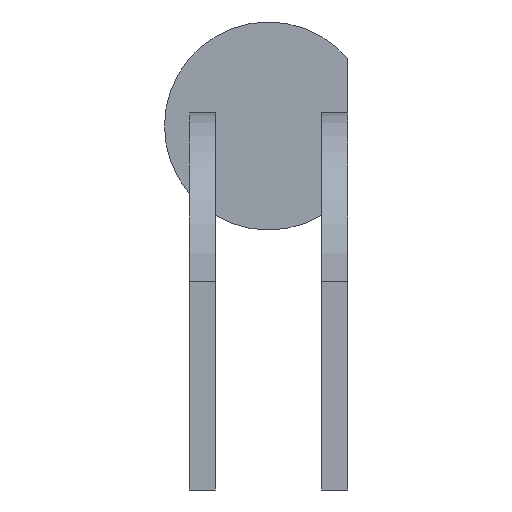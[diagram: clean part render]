
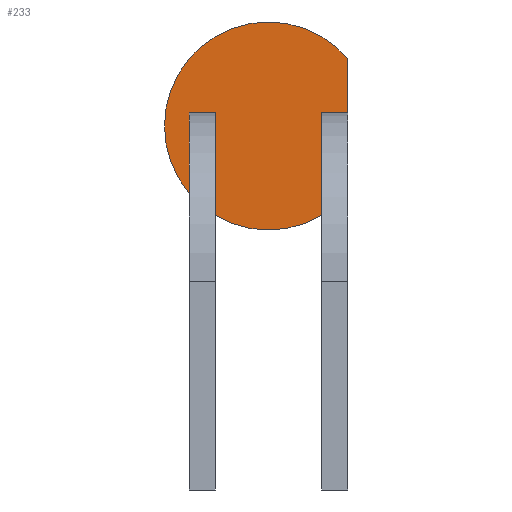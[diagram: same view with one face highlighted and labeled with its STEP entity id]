
A CAD part, front view. The second image highlights one B-rep face of the part: STEP entity #233.
In plain terms, the highlighted planar face has unit normal (0, -1, 0).
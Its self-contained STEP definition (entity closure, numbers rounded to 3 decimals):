
#172 = EDGE_CURVE('',#173,#175,#177,.T.);
#173 = VERTEX_POINT('',#174);
#174 = CARTESIAN_POINT('',(1.496,5.017,1.68)
  );
#175 = VERTEX_POINT('',#176);
#176 = CARTESIAN_POINT('',(1.496,5.017,4.279)
  );
#177 = CIRCLE('',#178,2.);
#178 = AXIS2_PLACEMENT_3D('',#179,#180,#181);
#179 = CARTESIAN_POINT('',(-0.024,5.017,
    2.979));
#180 = DIRECTION('',(0.,1.,0.));
#181 = DIRECTION('',(-1.,0.,0.));
#204 = EDGE_CURVE('',#175,#205,#207,.T.);
#205 = VERTEX_POINT('',#206);
#206 = CARTESIAN_POINT('',(1.496,5.017,3.229)
  );
#207 = LINE('',#208,#209);
#208 = CARTESIAN_POINT('',(1.496,5.017,4.279)
  );
#209 = VECTOR('',#210,1.);
#210 = DIRECTION('',(0.,0.,-1.));
#215 = EDGE_CURVE('',#216,#173,#218,.T.);
#216 = VERTEX_POINT('',#217);
#217 = CARTESIAN_POINT('',(1.496,5.017,2.729)
  );
#218 = LINE('',#219,#220);
#219 = CARTESIAN_POINT('',(1.496,5.017,4.279)
  );
#220 = VECTOR('',#221,1.);
#221 = DIRECTION('',(0.,0.,-1.));
#233 = ADVANCED_FACE('',(#234,#261),#295,.F.);
#234 = FACE_BOUND('',#235,.F.);
#235 = EDGE_LOOP('',(#236,#237,#238,#239,#247,#255));
#236 = ORIENTED_EDGE('',*,*,#215,.T.);
#237 = ORIENTED_EDGE('',*,*,#172,.T.);
#238 = ORIENTED_EDGE('',*,*,#204,.T.);
#239 = ORIENTED_EDGE('',*,*,#240,.F.);
#240 = EDGE_CURVE('',#241,#205,#243,.T.);
#241 = VERTEX_POINT('',#242);
#242 = CARTESIAN_POINT('',(0.996,5.017,3.229)
  );
#243 = LINE('',#244,#245);
#244 = CARTESIAN_POINT('',(1.496,5.017,3.229)
  );
#245 = VECTOR('',#246,1.);
#246 = DIRECTION('',(1.,0.,0.));
#247 = ORIENTED_EDGE('',*,*,#248,.F.);
#248 = EDGE_CURVE('',#249,#241,#251,.T.);
#249 = VERTEX_POINT('',#250);
#250 = CARTESIAN_POINT('',(0.996,5.017,2.729)
  );
#251 = LINE('',#252,#253);
#252 = CARTESIAN_POINT('',(0.996,5.017,2.729)
  );
#253 = VECTOR('',#254,1.);
#254 = DIRECTION('',(0.,0.,1.));
#255 = ORIENTED_EDGE('',*,*,#256,.F.);
#256 = EDGE_CURVE('',#216,#249,#257,.T.);
#257 = LINE('',#258,#259);
#258 = CARTESIAN_POINT('',(1.496,5.017,2.729)
  );
#259 = VECTOR('',#260,1.);
#260 = DIRECTION('',(-1.,0.,0.));
#261 = FACE_BOUND('',#262,.F.);
#262 = EDGE_LOOP('',(#263,#273,#281,#289));
#263 = ORIENTED_EDGE('',*,*,#264,.F.);
#264 = EDGE_CURVE('',#265,#267,#269,.T.);
#265 = VERTEX_POINT('',#266);
#266 = CARTESIAN_POINT('',(-1.044,5.017,3.229
    ));
#267 = VERTEX_POINT('',#268);
#268 = CARTESIAN_POINT('',(-1.044,5.017,2.729
    ));
#269 = LINE('',#270,#271);
#270 = CARTESIAN_POINT('',(-1.044,5.017,2.729
    ));
#271 = VECTOR('',#272,1.);
#272 = DIRECTION('',(0.,0.,-1.));
#273 = ORIENTED_EDGE('',*,*,#274,.F.);
#274 = EDGE_CURVE('',#275,#265,#277,.T.);
#275 = VERTEX_POINT('',#276);
#276 = CARTESIAN_POINT('',(-1.544,5.017,3.229
    ));
#277 = LINE('',#278,#279);
#278 = CARTESIAN_POINT('',(-1.544,5.017,3.229
    ));
#279 = VECTOR('',#280,1.);
#280 = DIRECTION('',(1.,0.,0.));
#281 = ORIENTED_EDGE('',*,*,#282,.F.);
#282 = EDGE_CURVE('',#283,#275,#285,.T.);
#283 = VERTEX_POINT('',#284);
#284 = CARTESIAN_POINT('',(-1.544,5.017,2.729
    ));
#285 = LINE('',#286,#287);
#286 = CARTESIAN_POINT('',(-1.544,5.017,2.729
    ));
#287 = VECTOR('',#288,1.);
#288 = DIRECTION('',(0.,0.,1.));
#289 = ORIENTED_EDGE('',*,*,#290,.F.);
#290 = EDGE_CURVE('',#267,#283,#291,.T.);
#291 = LINE('',#292,#293);
#292 = CARTESIAN_POINT('',(-1.544,5.017,2.729
    ));
#293 = VECTOR('',#294,1.);
#294 = DIRECTION('',(-1.,0.,0.));
#295 = PLANE('',#296);
#296 = AXIS2_PLACEMENT_3D('',#297,#298,#299);
#297 = CARTESIAN_POINT('',(-0.024,5.017,
    2.979));
#298 = DIRECTION('',(0.,1.,0.));
#299 = DIRECTION('',(-1.,0.,0.));
